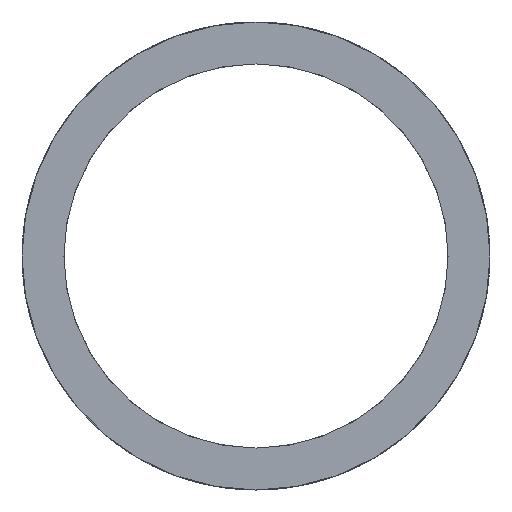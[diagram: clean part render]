
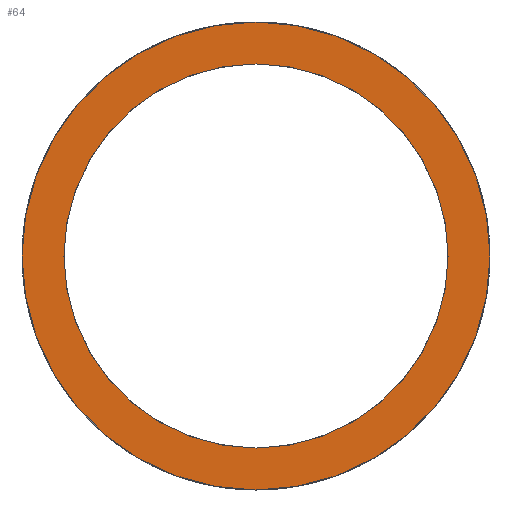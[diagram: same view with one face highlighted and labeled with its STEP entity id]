
A CAD part, front view. The second image highlights one B-rep face of the part: STEP entity #64.
In plain terms, the highlighted planar face has unit normal (0, -1, 0).
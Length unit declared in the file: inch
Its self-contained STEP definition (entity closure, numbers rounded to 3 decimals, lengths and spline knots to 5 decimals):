
#64 = ADVANCED_FACE ( 'NONE', ( #4369, #4376 ), #5905, .F. ) ;
#335 = CIRCLE ( 'NONE', #4729, 0.48 ) ;
#830 = EDGE_CURVE ( 'NONE', #5950, #5957, #1482, .T. ) ;
#973 = EDGE_CURVE ( 'NONE', #5933, #5934, #1567, .T. ) ;
#974 = EDGE_CURVE ( 'NONE', #5957, #5950, #1569, .T. ) ;
#1038 = AXIS2_PLACEMENT_3D ( 'NONE', #5908, #5898, #5903 ) ;
#1389 = ORIENTED_EDGE ( 'NONE', *, *, #973, .F. ) ;
#1390 = ORIENTED_EDGE ( 'NONE', *, *, #4665, .F. ) ;
#1391 = ORIENTED_EDGE ( 'NONE', *, *, #830, .T. ) ;
#1392 = ORIENTED_EDGE ( 'NONE', *, *, #974, .T. ) ;
#1482 = CIRCLE ( 'NONE', #4718, 0.394 ) ;
#1567 = CIRCLE ( 'NONE', #4728, 0.48 ) ;
#1569 = CIRCLE ( 'NONE', #4727, 0.394 ) ;
#2430 = DIRECTION ( 'NONE',  ( 0., 1., 0. ) ) ;
#2431 = DIRECTION ( 'NONE',  ( 0., 0., 1. ) ) ;
#2435 = CARTESIAN_POINT ( 'NONE',  ( 0., 0., 0. ) ) ;
#2852 = DIRECTION ( 'NONE',  ( 0., 1., 0. ) ) ;
#2853 = DIRECTION ( 'NONE',  ( 0., 0., 1. ) ) ;
#2855 = DIRECTION ( 'NONE',  ( 0., 1., 0. ) ) ;
#2856 = DIRECTION ( 'NONE',  ( 0., 0., 1. ) ) ;
#4369 = FACE_OUTER_BOUND ( 'NONE', #5074, .T. ) ;
#4376 = FACE_BOUND ( 'NONE', #5070, .T. ) ;
#4665 = EDGE_CURVE ( 'NONE', #5934, #5933, #335, .T. ) ;
#4718 = AXIS2_PLACEMENT_3D ( 'NONE', #2435, #2430, #2431 ) ;
#4727 = AXIS2_PLACEMENT_3D ( 'NONE', #5861, #2855, #2856 ) ;
#4728 = AXIS2_PLACEMENT_3D ( 'NONE', #5864, #2852, #2853 ) ;
#4729 = AXIS2_PLACEMENT_3D ( 'NONE', #4765, #4779, #4780 ) ;
#4765 = CARTESIAN_POINT ( 'NONE',  ( 0., 0., 0. ) ) ;
#4779 = DIRECTION ( 'NONE',  ( 0., 1., 0. ) ) ;
#4780 = DIRECTION ( 'NONE',  ( 0., 0., 1. ) ) ;
#4805 = CARTESIAN_POINT ( 'NONE',  ( 0., 0., -0.394 ) ) ;
#4816 = CARTESIAN_POINT ( 'NONE',  ( 0., 0., 0.48 ) ) ;
#4842 = CARTESIAN_POINT ( 'NONE',  ( 0., 0., -0.48 ) ) ;
#4864 = CARTESIAN_POINT ( 'NONE',  ( 0., 0., 0.394 ) ) ;
#5070 = EDGE_LOOP ( 'NONE', ( #1391, #1392 ) ) ;
#5074 = EDGE_LOOP ( 'NONE', ( #1389, #1390 ) ) ;
#5861 = CARTESIAN_POINT ( 'NONE',  ( 0., 0., 0. ) ) ;
#5864 = CARTESIAN_POINT ( 'NONE',  ( 0., 0., 0. ) ) ;
#5898 = DIRECTION ( 'NONE',  ( 0., 1., 0. ) ) ;
#5903 = DIRECTION ( 'NONE',  ( 0., 0., 1. ) ) ;
#5905 = PLANE ( 'NONE',  #1038 ) ;
#5908 = CARTESIAN_POINT ( 'NONE',  ( -0.585, 0., -0.585 ) ) ;
#5933 = VERTEX_POINT ( 'NONE', #4842 ) ;
#5934 = VERTEX_POINT ( 'NONE', #4816 ) ;
#5950 = VERTEX_POINT ( 'NONE', #4805 ) ;
#5957 = VERTEX_POINT ( 'NONE', #4864 ) ;
